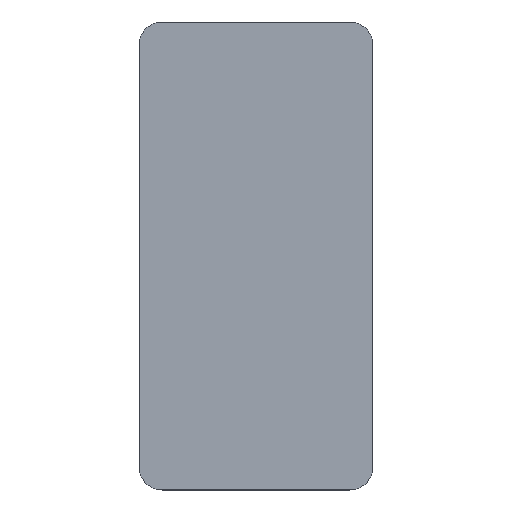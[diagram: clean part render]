
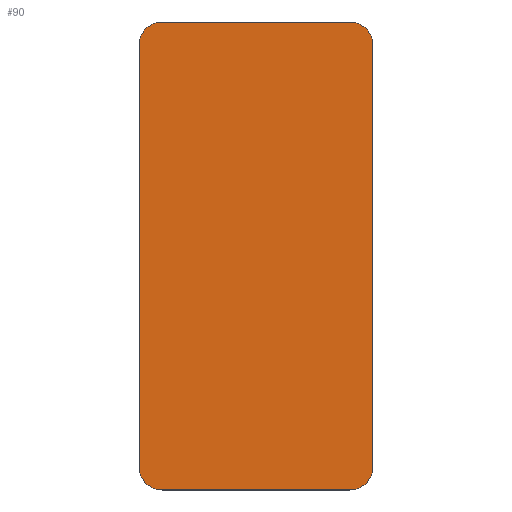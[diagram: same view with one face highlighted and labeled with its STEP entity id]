
A CAD part, top view. The second image highlights one B-rep face of the part: STEP entity #90.
In plain terms, the highlighted planar face has unit normal (0, 0, 1).
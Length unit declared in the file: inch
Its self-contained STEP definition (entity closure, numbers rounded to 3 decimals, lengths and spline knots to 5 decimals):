
#90=ADVANCED_FACE('',(#193),#194,.T.);
#193=FACE_OUTER_BOUND('',#306,.T.);
#194=PLANE('',#307);
#306=EDGE_LOOP('',(#541,#542,#543,#544,#545,#546,#547,#548));
#307=AXIS2_PLACEMENT_3D('',#549,#550,#551);
#541=ORIENTED_EDGE('',*,*,#778,.F.);
#542=ORIENTED_EDGE('',*,*,#799,.F.);
#543=ORIENTED_EDGE('',*,*,#800,.F.);
#544=ORIENTED_EDGE('',*,*,#801,.F.);
#545=ORIENTED_EDGE('',*,*,#802,.F.);
#546=ORIENTED_EDGE('',*,*,#803,.F.);
#547=ORIENTED_EDGE('',*,*,#804,.F.);
#548=ORIENTED_EDGE('',*,*,#805,.F.);
#549=CARTESIAN_POINT('',(4.946,5.14227,0.075));
#550=DIRECTION('',(0.0,0.0,1.0));
#551=DIRECTION('',(1.0,0.0,0.0));
#778=EDGE_CURVE('',#949,#950,#951,.T.);
#799=EDGE_CURVE('',#983,#949,#984,.T.);
#800=EDGE_CURVE('',#985,#983,#986,.T.);
#801=EDGE_CURVE('',#987,#985,#988,.T.);
#802=EDGE_CURVE('',#989,#987,#990,.T.);
#803=EDGE_CURVE('',#991,#989,#992,.T.);
#804=EDGE_CURVE('',#993,#991,#994,.T.);
#805=EDGE_CURVE('',#950,#993,#995,.T.);
#949=VERTEX_POINT('',#1188);
#950=VERTEX_POINT('',#1189);
#951=LINE('',#1190,#1191);
#983=VERTEX_POINT('',#1246);
#984=B_SPLINE_CURVE_WITH_KNOTS('',3,(#1247,#1248,#1249,#1250),.UNSPECIFIED.,.F.,.F.,(4,4),(-1.0,-0.0),.UNSPECIFIED.);
#985=VERTEX_POINT('',#1251);
#986=LINE('',#1252,#1253);
#987=VERTEX_POINT('',#1254);
#988=B_SPLINE_CURVE_WITH_KNOTS('',3,(#1255,#1256,#1257,#1258),.UNSPECIFIED.,.F.,.F.,(4,4),(-1.0,-0.0),.UNSPECIFIED.);
#989=VERTEX_POINT('',#1259);
#990=LINE('',#1260,#1261);
#991=VERTEX_POINT('',#1262);
#992=B_SPLINE_CURVE_WITH_KNOTS('',3,(#1263,#1264,#1265,#1266),.UNSPECIFIED.,.F.,.F.,(4,4),(-1.0,-0.0),.UNSPECIFIED.);
#993=VERTEX_POINT('',#1267);
#994=LINE('',#1268,#1269);
#995=B_SPLINE_CURVE_WITH_KNOTS('',3,(#1270,#1271,#1272,#1273),.UNSPECIFIED.,.F.,.F.,(4,4),(-1.0,-0.0),.UNSPECIFIED.);
#1188=CARTESIAN_POINT('',(4.696,5.76727,0.075));
#1189=CARTESIAN_POINT('',(5.196,5.76727,0.075));
#1190=CARTESIAN_POINT('',(5.196,5.76727,0.075));
#1191=VECTOR('',#1404,1.0);
#1246=CARTESIAN_POINT('',(4.6335,5.70477,0.075));
#1247=CARTESIAN_POINT('',(4.6335,5.70477,0.075));
#1248=CARTESIAN_POINT('',(4.6335,5.73928,0.075));
#1249=CARTESIAN_POINT('',(4.66149,5.76727,0.075));
#1250=CARTESIAN_POINT('',(4.696,5.76727,0.075));
#1251=CARTESIAN_POINT('',(4.6335,4.57977,0.075));
#1252=CARTESIAN_POINT('',(4.6335,5.70477,0.075));
#1253=VECTOR('',#1419,1.0);
#1254=CARTESIAN_POINT('',(4.696,4.51727,0.075));
#1255=CARTESIAN_POINT('',(4.696,4.51727,0.075));
#1256=CARTESIAN_POINT('',(4.66149,4.51727,0.075));
#1257=CARTESIAN_POINT('',(4.6335,4.54525,0.075));
#1258=CARTESIAN_POINT('',(4.6335,4.57977,0.075));
#1259=CARTESIAN_POINT('',(5.196,4.51727,0.075));
#1260=CARTESIAN_POINT('',(4.696,4.51727,0.075));
#1261=VECTOR('',#1420,1.0);
#1262=CARTESIAN_POINT('',(5.2585,4.57977,0.075));
#1263=CARTESIAN_POINT('',(5.2585,4.57977,0.075));
#1264=CARTESIAN_POINT('',(5.2585,4.54525,0.075));
#1265=CARTESIAN_POINT('',(5.23052,4.51727,0.075));
#1266=CARTESIAN_POINT('',(5.196,4.51727,0.075));
#1267=CARTESIAN_POINT('',(5.2585,5.70477,0.075));
#1268=CARTESIAN_POINT('',(5.2585,4.57977,0.075));
#1269=VECTOR('',#1421,1.0);
#1270=CARTESIAN_POINT('',(5.196,5.76727,0.075));
#1271=CARTESIAN_POINT('',(5.23052,5.76727,0.075));
#1272=CARTESIAN_POINT('',(5.2585,5.73928,0.075));
#1273=CARTESIAN_POINT('',(5.2585,5.70477,0.075));
#1404=DIRECTION('',(1.0,0.0,0.0));
#1419=DIRECTION('',(0.0,1.0,0.0));
#1420=DIRECTION('',(-1.0,-0.0,-0.0));
#1421=DIRECTION('',(-0.0,-1.0,-0.0));
